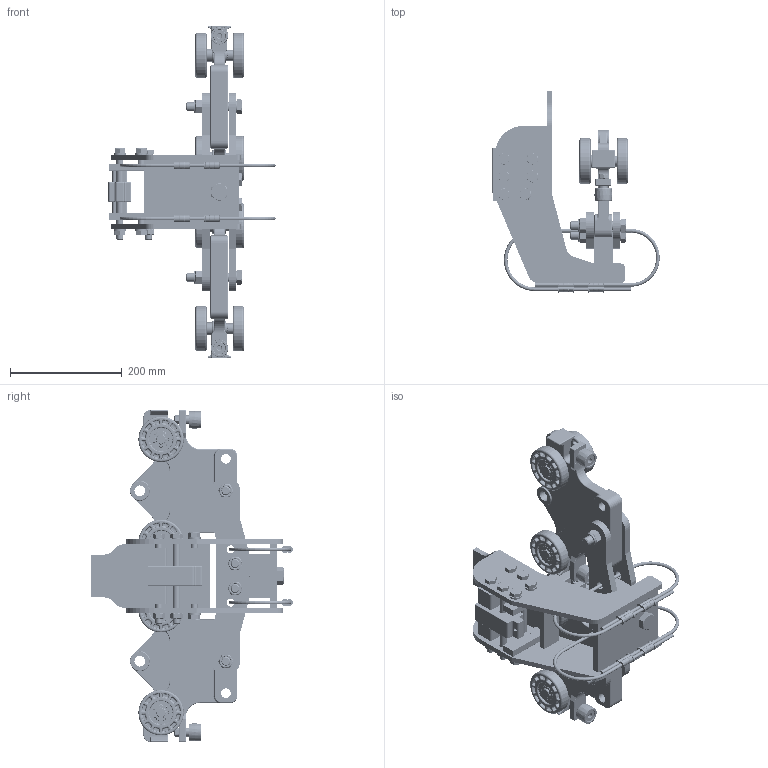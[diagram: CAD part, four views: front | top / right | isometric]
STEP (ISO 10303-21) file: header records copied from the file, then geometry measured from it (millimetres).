
FILE_DESCRIPTION((''),'2;1');
FILE_NAME('22625.stp','2011-03-08T11:53:19',('jholman'),(''),'Autodesk Inventor 2009','Autodesk Inventor 2009','');
FILE_SCHEMA(('AUTOMOTIVE_DESIGN { 1 0 10303 214 1 1 1 1 }'));
Length unit declared in the file: inch
Products named in the file (32): 22625; 3D118YF4D; 3D117YF4D; 3D119YF4D; Pin - Slotted Spring (Inch) 3/16 x 1 3/8; 3D113IE4C; 3D112IE4C; 3D110IE4B; Prevailing Torque Type Hex Nut - UNC (Regular Thread - Inch)  (IFI) 1/2 - 13 Metal Type; Hex Cap Screw - Inch 1/2-13 UNC - 6; 3D11DYF4B; Hex Cap Screw - Inch 1/2-13 UNC - 1.25; Helical Spring Lock Washers 0.5; 3D11EYF4A; 3D111MD4A; 20024; 3D11B4B4C; 3D11JDF4B; 3D11I6B4A; 3D11H6B4A; 3D11ODF4B; 3D11KDF4A; 3D11MDF4A; 3D11LDF4A; 3D11NDF4A; Hex Nut - UNC (Regular Thread - Inch) 3/8 - 16; 3D11FDF4B; 3D11HDF4B; 3D11IDF4A; Hex Cap Screw - Inch 5/8-11 UNC - 3.5; 3D1191G4A; Hex Cap Screw - Inch 3/4-10 UNC - 2.25_1
Assembly tree (67 placements, depth 4):
  22625
    3D118YF4D
    3D117YF4D
    3D119YF4D  x2
    Pin - Slotted Spring (Inch) 3/16 x 1 3/8
    3D113IE4C
      3D112IE4C
      3D110IE4B
    Prevailing Torque Type Hex Nut - UNC (Regular Thread - Inch)  (IFI) 1/2 - 13 Metal Type  x4
    Hex Cap Screw - Inch 1/2-13 UNC - 6  x4
    3D11DYF4B  x2
    Hex Cap Screw - Inch 1/2-13 UNC - 1.25  x4
    Helical Spring Lock Washers 0.5  x4
    3D11EYF4A  x2
    3D111MD4A  x4
    20024  x2
      3D11B4B4C
      3D11JDF4B
      3D11I6B4A
      3D11H6B4A
      3D11ODF4B
        3D11KDF4A
        3D11MDF4A  x2
        3D11LDF4A
        3D11NDF4A
      Hex Nut - UNC (Regular Thread - Inch) 3/8 - 16
      3D11FDF4B
        3D11HDF4B
        3D11IDF4A
    Hex Cap Screw - Inch 5/8-11 UNC - 3.5  x4
    3D1191G4A  x4
    Hex Cap Screw - Inch 3/4-10 UNC - 2.25_1
Bounding box: 299.1 x 360.79 x 593.73 mm (x, y, z)
Volume: 4295048.5 mm3; surface area: 1018231.7 mm2
Topology: 98 solids, 98 shells, 10132 faces, 23399 edges, 12968 vertices
Faces by surface type: bspline 4618, plane 2125, cylinder 1456, torus 1072, cone 677, sphere 184
Full cylindrical faces by diameter (mm): 4.763 x1, 6.35 x6, 9.525 x12, 9.754 x4, 12.7 x16, 13.386 x4, 13.494 x1, 15.875 x8, 15.977 x8, 16.954 x16, 16.993 x8, 17.145 x8, 17.374 x4, 17.78 x4, 17.882 x4, 19.05 x14, 21.431 x4, 22.098 x8, 22.174 x8, 22.225 x12, 23.114 x4, 25.718 x1, 26.594 x8, 26.797 x8, 28.575 x8, 34.925 x2, 41.707 x8, 41.91 x8, 42.238 x16, 46.99 x8
Entity records: 81524 total; most frequent: CARTESIAN_POINT 40111, ORIENTED_EDGE 8458, DIRECTION 7829, EDGE_CURVE 4229, AXIS2_PLACEMENT_3D 3332, VERTEX_POINT 2551, EDGE_LOOP 2324, CIRCLE 2023
